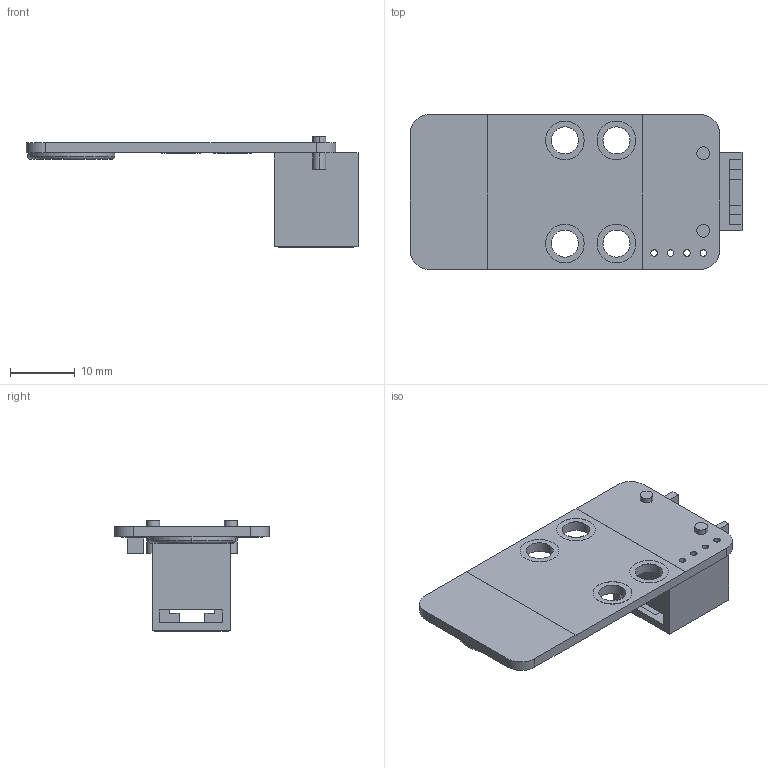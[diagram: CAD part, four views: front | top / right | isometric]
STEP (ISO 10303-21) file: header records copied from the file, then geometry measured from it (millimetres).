
FILE_DESCRIPTION (( 'STEP AP214' ), '1' );
FILE_NAME ('Me Touch Sensor V1.0.step', '2016-10-28T07:00:03', ( 'dell' ), ( '' ), 'SwSTEP 2.0', 'SolidWorks 2013', '' );
FILE_SCHEMA (( 'AUTOMOTIVE_DESIGN' ));
Length unit declared in the file: millimetre
Products named in the file (1): Me Touch Sensor V1.0
Bounding box: 51.46 x 24 x 17.1 mm (x, y, z)
Surface area: 4284 mm2 (no closed solid volume)
Topology: 0 solids, 5 shells, 135 faces, 397 edges, 268 vertices
Faces by surface type: plane 82, cylinder 51, torus 2
Entity records: 6031 total; most frequent: CARTESIAN_POINT 801, DIRECTION 787, ORIENTED_EDGE 726, EDGE_CURVE 397, VECTOR 279, LINE 279, VERTEX_POINT 268, AXIS2_PLACEMENT_3D 254
